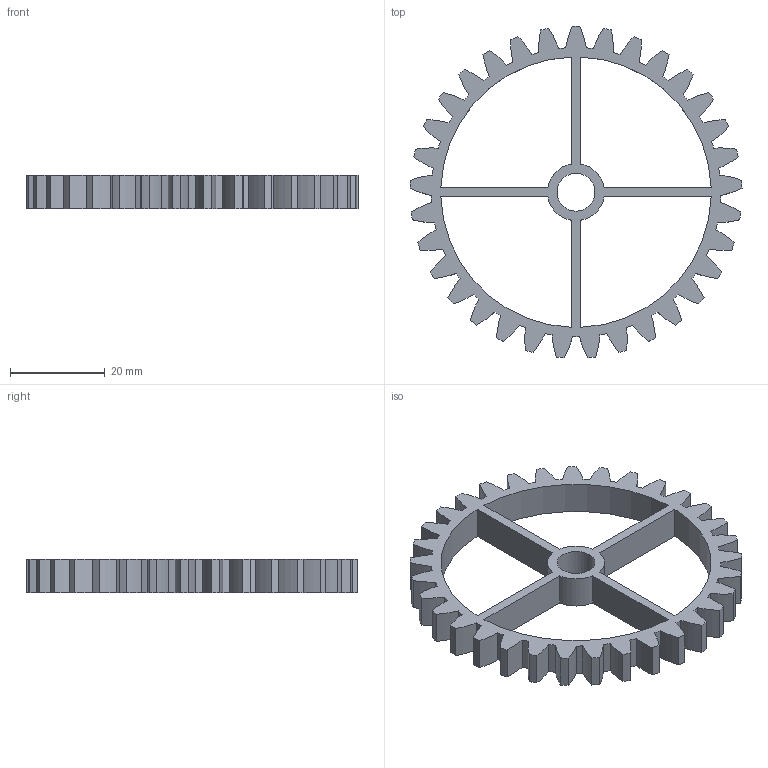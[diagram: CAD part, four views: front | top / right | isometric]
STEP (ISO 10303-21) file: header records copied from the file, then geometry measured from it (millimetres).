
FILE_DESCRIPTION(/* description */ (''),/* implementation_level */ '2;1');
FILE_NAME(/* name */ 'Straight 1;2 B.stp',/* time_stamp */ '2024-11-10T21:09:27+01:00',/* author */ ('wszaf'),/* organization */ (''),/* preprocessor_version */ 'ST-DEVELOPER v20',/* originating_system */ 'Autodesk Inventor 2024',/* authorisation */ '');
FILE_SCHEMA (('AUTOMOTIVE_DESIGN { 1 0 10303 214 3 1 1 }'));
Length unit declared in the file: millimetre
Products named in the file (1): 1:2 B
Bounding box: 69.98 x 69.91 x 7 mm (x, y, z)
Volume: 7621.8 mm3; surface area: 7947.1 mm2
Topology: 1 solids, 1 shells, 151 faces, 447 edges, 298 vertices
Faces by surface type: cylinder 141, plane 10
Full cylindrical faces by diameter (mm): 8 x1
Entity records: 5286 total; most frequent: DIRECTION 1033, CARTESIAN_POINT 897, ORIENTED_EDGE 894, EDGE_CURVE 447, AXIS2_PLACEMENT_3D 434, VERTEX_POINT 298, CIRCLE 282, LINE 165
